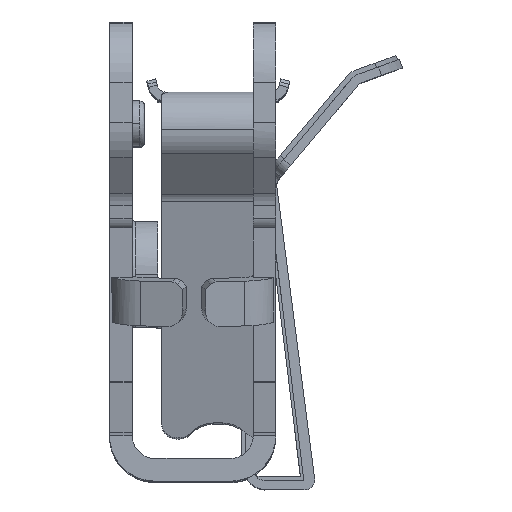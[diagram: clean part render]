
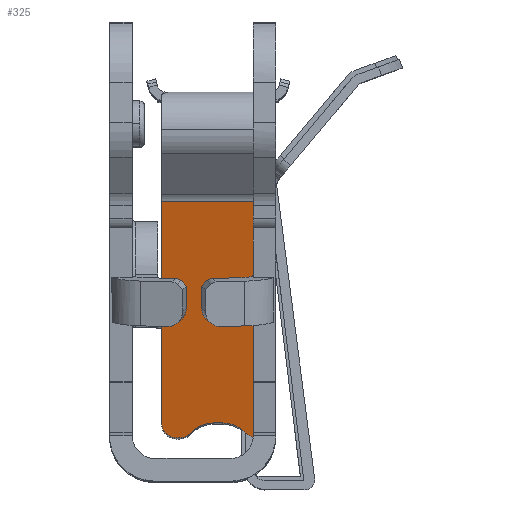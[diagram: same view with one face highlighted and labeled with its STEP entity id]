
A CAD part, top view. The second image highlights one B-rep face of the part: STEP entity #325.
In plain terms, the highlighted face is planar.
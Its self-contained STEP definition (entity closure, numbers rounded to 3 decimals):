
#230 = CARTESIAN_POINT ( 'NONE',  ( 26.7, -1.62, 1.846 ) ) ;
#279 = CARTESIAN_POINT ( 'NONE',  ( 30.528, 13.731, -3.75 ) ) ;
#325 = ADVANCED_FACE ( 'NONE', ( #35242 ), #8299, .F. ) ;
#797 = VERTEX_POINT ( 'NONE', #13724 ) ;
#1173 = LINE ( 'NONE', #45791, #45904 ) ;
#1582 = B_SPLINE_CURVE_WITH_KNOTS ( 'NONE', 3,
 ( #39283, #56920, #13232, #30155, #25199, #34695 ),
 .UNSPECIFIED., .F., .F.,
 ( 4, 2, 4 ),
 ( 0., 0.5, 1. ),
 .UNSPECIFIED. ) ;
#1807 = LINE ( 'NONE', #46406, #49692 ) ;
#3527 = EDGE_CURVE ( 'NONE', #52875, #40502, #1173, .T. ) ;
#4610 = CARTESIAN_POINT ( 'NONE',  ( 30.528, 13.731, 3.75 ) ) ;
#5567 = CARTESIAN_POINT ( 'NONE',  ( 26.871, -0.934, 3.75 ) ) ;
#6080 = CARTESIAN_POINT ( 'NONE',  ( 26.63, -1.904, 2.292 ) ) ;
#6141 = DIRECTION ( 'NONE',  ( 0., 0., 1. ) ) ;
#6603 = LINE ( 'NONE', #32717, #21548 ) ;
#7289 = CARTESIAN_POINT ( 'NONE',  ( 26.745, -1.44, 3.642 ) ) ;
#8299 = PLANE ( 'NONE',  #49396 ) ;
#8402 = CARTESIAN_POINT ( 'NONE',  ( 26.871, -0.934, 0.311 ) ) ;
#8656 = B_SPLINE_CURVE_WITH_KNOTS ( 'NONE', 3,
 ( #8402, #35058, #52675, #13035, #30784, #8691 ),
 .UNSPECIFIED., .F., .F.,
 ( 4, 2, 4 ),
 ( 0., 0.5, 1. ),
 .UNSPECIFIED. ) ;
#8691 = CARTESIAN_POINT ( 'NONE',  ( 26.73, -1.502, 1.725 ) ) ;
#8886 = EDGE_CURVE ( 'NONE', #797, #28029, #1807, .T. ) ;
#8982 = EDGE_CURVE ( 'NONE', #14400, #49335, #38879, .T. ) ;
#9011 = VECTOR ( 'NONE', #42362, 1000. ) ;
#9041 = VECTOR ( 'NONE', #18295, 1000. ) ;
#9161 = EDGE_LOOP ( 'NONE', ( #54404, #22020, #21335, #43086, #14973, #48550, #14351, #42481, #35833, #39143, #21092, #26590, #31827, #54262 ) ) ;
#9392 = VERTEX_POINT ( 'NONE', #4610 ) ;
#10300 = EDGE_CURVE ( 'NONE', #36749, #20302, #36576, .T. ) ;
#10721 = CARTESIAN_POINT ( 'NONE',  ( 26.63, -1.904, 2.553 ) ) ;
#11067 = CARTESIAN_POINT ( 'NONE',  ( 26.63, -1.904, 2.75 ) ) ;
#11981 = CARTESIAN_POINT ( 'NONE',  ( 30.528, 13.731, -3.75 ) ) ;
#12804 = VERTEX_POINT ( 'NONE', #11067 ) ;
#13002 = VERTEX_POINT ( 'NONE', #10721 ) ;
#13035 = CARTESIAN_POINT ( 'NONE',  ( 26.81, -1.179, 1.318 ) ) ;
#13090 = EDGE_CURVE ( 'NONE', #49335, #13002, #54106, .T. ) ;
#13232 = CARTESIAN_POINT ( 'NONE',  ( 26.81, -1.179, -1.318 ) ) ;
#13724 = CARTESIAN_POINT ( 'NONE',  ( 26.7, -1.62, -1.846 ) ) ;
#14351 = ORIENTED_EDGE ( 'NONE', *, *, #33096, .F. ) ;
#14400 = VERTEX_POINT ( 'NONE', #22850 ) ;
#14973 = ORIENTED_EDGE ( 'NONE', *, *, #50664, .F. ) ;
#15361 = CARTESIAN_POINT ( 'NONE',  ( 26.656, -1.8, 2.031 ) ) ;
#16355 = VECTOR ( 'NONE', #39285, 1000. ) ;
#17015 = CARTESIAN_POINT ( 'NONE',  ( 26.871, -0.934, -3.75 ) ) ;
#17181 = DIRECTION ( 'NONE',  ( 0., 0., -1. ) ) ;
#17748 = CARTESIAN_POINT ( 'NONE',  ( 30.528, 13.731, 3.75 ) ) ;
#18102 = CARTESIAN_POINT ( 'NONE',  ( 26.63, -1.904, -2.75 ) ) ;
#18295 = DIRECTION ( 'NONE',  ( -0.242, -0.97, 0. ) ) ;
#18527 = B_SPLINE_CURVE_WITH_KNOTS ( 'NONE', 3,
 ( #17015, #38993, #33856, #20534, #30152, #29577 ),
 .UNSPECIFIED., .F., .F.,
 ( 4, 2, 4 ),
 ( 0., 0.5, 1. ),
 .UNSPECIFIED. ) ;
#18787 = EDGE_CURVE ( 'NONE', #54274, #39851, #27053, .T. ) ;
#19127 = CARTESIAN_POINT ( 'NONE',  ( 26.7, -1.62, 1.846 ) ) ;
#20302 = VERTEX_POINT ( 'NONE', #45561 ) ;
#20534 = CARTESIAN_POINT ( 'NONE',  ( 26.656, -1.8, -3.272 ) ) ;
#20995 = EDGE_CURVE ( 'NONE', #40502, #797, #47354, .T. ) ;
#21092 = ORIENTED_EDGE ( 'NONE', *, *, #32122, .F. ) ;
#21248 = CARTESIAN_POINT ( 'NONE',  ( 26.656, -1.8, 3.272 ) ) ;
#21335 = ORIENTED_EDGE ( 'NONE', *, *, #13090, .F. ) ;
#21418 = DIRECTION ( 'NONE',  ( -0.97, 0.242, 0. ) ) ;
#21548 = VECTOR ( 'NONE', #37858, 1000. ) ;
#21717 = CARTESIAN_POINT ( 'NONE',  ( 26.63, -1.904, 3.75 ) ) ;
#22004 = LINE ( 'NONE', #21717, #16355 ) ;
#22020 = ORIENTED_EDGE ( 'NONE', *, *, #47529, .F. ) ;
#22850 = CARTESIAN_POINT ( 'NONE',  ( 26.73, -1.502, 1.725 ) ) ;
#23060 = CARTESIAN_POINT ( 'NONE',  ( 26.63, -1.904, -2.553 ) ) ;
#23812 = CARTESIAN_POINT ( 'NONE',  ( 26.63, -1.904, -2.553 ) ) ;
#24222 = DIRECTION ( 'NONE',  ( 0.171, 0.686, 0.707 ) ) ;
#25199 = CARTESIAN_POINT ( 'NONE',  ( 26.871, -0.934, -0.572 ) ) ;
#26590 = ORIENTED_EDGE ( 'NONE', *, *, #18787, .F. ) ;
#27053 = LINE ( 'NONE', #279, #9041 ) ;
#28029 = VERTEX_POINT ( 'NONE', #45604 ) ;
#29577 = CARTESIAN_POINT ( 'NONE',  ( 26.63, -1.904, -2.75 ) ) ;
#30152 = CARTESIAN_POINT ( 'NONE',  ( 26.63, -1.904, -3.012 ) ) ;
#30155 = CARTESIAN_POINT ( 'NONE',  ( 26.859, -0.984, -0.834 ) ) ;
#30784 = CARTESIAN_POINT ( 'NONE',  ( 26.775, -1.323, 1.54 ) ) ;
#31022 = CARTESIAN_POINT ( 'NONE',  ( 26.871, -0.934, -3.75 ) ) ;
#31827 = ORIENTED_EDGE ( 'NONE', *, *, #48893, .F. ) ;
#32057 = EDGE_CURVE ( 'NONE', #9392, #45246, #6603, .T. ) ;
#32122 = EDGE_CURVE ( 'NONE', #39851, #52875, #18527, .T. ) ;
#32535 = DIRECTION ( 'NONE',  ( 0., 0., 1. ) ) ;
#32717 = CARTESIAN_POINT ( 'NONE',  ( 30.528, 13.731, 3.75 ) ) ;
#33096 = EDGE_CURVE ( 'NONE', #28029, #36749, #1582, .T. ) ;
#33856 = CARTESIAN_POINT ( 'NONE',  ( 26.745, -1.44, -3.642 ) ) ;
#34116 = B_SPLINE_CURVE_WITH_KNOTS ( 'NONE', 3,
 ( #43175, #52691, #21248, #7289, #34521, #42598 ),
 .UNSPECIFIED., .F., .F.,
 ( 4, 2, 4 ),
 ( 0., 0.5, 1. ),
 .UNSPECIFIED. ) ;
#34282 = LINE ( 'NONE', #17748, #43318 ) ;
#34521 = CARTESIAN_POINT ( 'NONE',  ( 26.808, -1.188, 3.75 ) ) ;
#34695 = CARTESIAN_POINT ( 'NONE',  ( 26.871, -0.934, -0.311 ) ) ;
#35058 = CARTESIAN_POINT ( 'NONE',  ( 26.871, -0.934, 0.572 ) ) ;
#35242 = FACE_OUTER_BOUND ( 'NONE', #9161, .T. ) ;
#35833 = ORIENTED_EDGE ( 'NONE', *, *, #20995, .F. ) ;
#35917 = CARTESIAN_POINT ( 'NONE',  ( 26.871, -0.934, 3.75 ) ) ;
#36576 = LINE ( 'NONE', #5567, #37937 ) ;
#36749 = VERTEX_POINT ( 'NONE', #53607 ) ;
#37604 = CARTESIAN_POINT ( 'NONE',  ( 26.7, -1.62, -1.846 ) ) ;
#37858 = DIRECTION ( 'NONE',  ( -0.242, -0.97, 0. ) ) ;
#37937 = VECTOR ( 'NONE', #32535, 1000. ) ;
#38879 = LINE ( 'NONE', #42652, #9011 ) ;
#38993 = CARTESIAN_POINT ( 'NONE',  ( 26.808, -1.188, -3.75 ) ) ;
#39143 = ORIENTED_EDGE ( 'NONE', *, *, #3527, .F. ) ;
#39283 = CARTESIAN_POINT ( 'NONE',  ( 26.73, -1.502, -1.725 ) ) ;
#39285 = DIRECTION ( 'NONE',  ( 0., 0., 1. ) ) ;
#39851 = VERTEX_POINT ( 'NONE', #31022 ) ;
#40502 = VERTEX_POINT ( 'NONE', #23060 ) ;
#41091 = CARTESIAN_POINT ( 'NONE',  ( 26.63, -1.904, -2.292 ) ) ;
#41357 = CARTESIAN_POINT ( 'NONE',  ( 26.656, -1.8, -2.031 ) ) ;
#42362 = DIRECTION ( 'NONE',  ( -0.171, -0.686, 0.707 ) ) ;
#42481 = ORIENTED_EDGE ( 'NONE', *, *, #8886, .F. ) ;
#42598 = CARTESIAN_POINT ( 'NONE',  ( 26.871, -0.934, 3.75 ) ) ;
#42652 = CARTESIAN_POINT ( 'NONE',  ( 26.73, -1.502, 1.725 ) ) ;
#43086 = ORIENTED_EDGE ( 'NONE', *, *, #8982, .F. ) ;
#43175 = CARTESIAN_POINT ( 'NONE',  ( 26.63, -1.904, 2.75 ) ) ;
#43306 = EDGE_CURVE ( 'NONE', #12804, #45246, #34116, .T. ) ;
#43318 = VECTOR ( 'NONE', #17181, 1000. ) ;
#45246 = VERTEX_POINT ( 'NONE', #35917 ) ;
#45561 = CARTESIAN_POINT ( 'NONE',  ( 26.871, -0.934, 0.311 ) ) ;
#45604 = CARTESIAN_POINT ( 'NONE',  ( 26.73, -1.502, -1.725 ) ) ;
#45791 = CARTESIAN_POINT ( 'NONE',  ( 26.63, -1.904, 3.75 ) ) ;
#45904 = VECTOR ( 'NONE', #6141, 1000. ) ;
#46406 = CARTESIAN_POINT ( 'NONE',  ( 26.7, -1.62, -1.846 ) ) ;
#47354 = B_SPLINE_CURVE_WITH_KNOTS ( 'NONE', 3,
 ( #23812, #41091, #41357, #37604 ),
 .UNSPECIFIED., .F., .F.,
 ( 4, 4 ),
 ( 0., 1. ),
 .UNSPECIFIED. ) ;
#47529 = EDGE_CURVE ( 'NONE', #13002, #12804, #22004, .T. ) ;
#47680 = DIRECTION ( 'NONE',  ( -0.242, -0.97, 0. ) ) ;
#48550 = ORIENTED_EDGE ( 'NONE', *, *, #10300, .F. ) ;
#48893 = EDGE_CURVE ( 'NONE', #9392, #54274, #34282, .T. ) ;
#49335 = VERTEX_POINT ( 'NONE', #230 ) ;
#49396 = AXIS2_PLACEMENT_3D ( 'NONE', #51740, #21418, #47680 ) ;
#49692 = VECTOR ( 'NONE', #24222, 1000. ) ;
#50358 = CARTESIAN_POINT ( 'NONE',  ( 26.63, -1.904, 2.553 ) ) ;
#50664 = EDGE_CURVE ( 'NONE', #20302, #14400, #8656, .T. ) ;
#51740 = CARTESIAN_POINT ( 'NONE',  ( 27.689, 2.346, 3.75 ) ) ;
#52675 = CARTESIAN_POINT ( 'NONE',  ( 26.859, -0.984, 0.834 ) ) ;
#52691 = CARTESIAN_POINT ( 'NONE',  ( 26.63, -1.904, 3.012 ) ) ;
#52875 = VERTEX_POINT ( 'NONE', #18102 ) ;
#53607 = CARTESIAN_POINT ( 'NONE',  ( 26.871, -0.934, -0.311 ) ) ;
#54106 = B_SPLINE_CURVE_WITH_KNOTS ( 'NONE', 3,
 ( #19127, #15361, #6080, #50358 ),
 .UNSPECIFIED., .F., .F.,
 ( 4, 4 ),
 ( 0., 1. ),
 .UNSPECIFIED. ) ;
#54262 = ORIENTED_EDGE ( 'NONE', *, *, #32057, .T. ) ;
#54274 = VERTEX_POINT ( 'NONE', #11981 ) ;
#54404 = ORIENTED_EDGE ( 'NONE', *, *, #43306, .F. ) ;
#56920 = CARTESIAN_POINT ( 'NONE',  ( 26.775, -1.323, -1.54 ) ) ;
